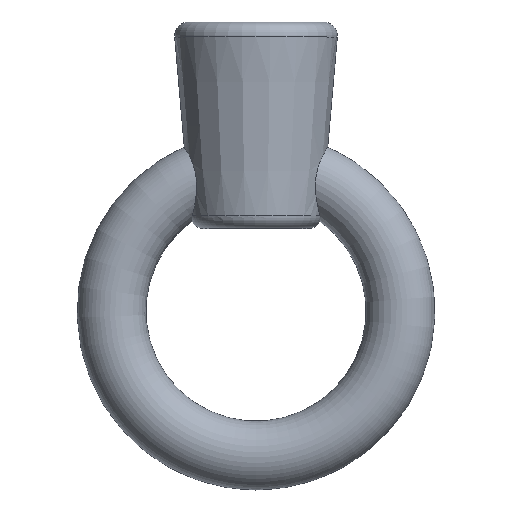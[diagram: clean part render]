
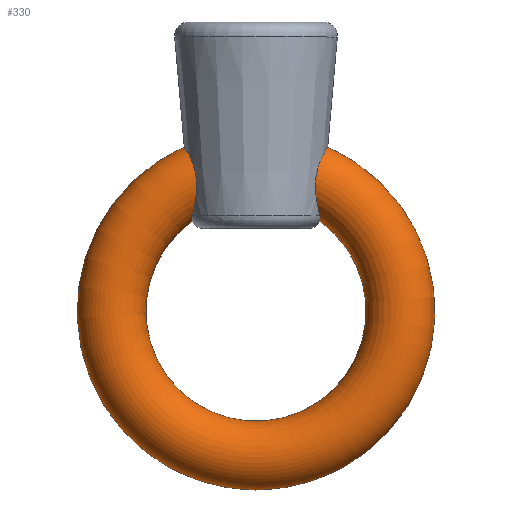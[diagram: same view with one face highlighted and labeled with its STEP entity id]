
A CAD part, top view. The second image highlights one B-rep face of the part: STEP entity #330.
In plain terms, the highlighted toroidal (fillet/blend) face has major radius 10.5 mm and minor radius 2.5 mm.
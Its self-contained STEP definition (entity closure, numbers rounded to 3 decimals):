
#45=CARTESIAN_POINT('',(-5.212,11.909,0.));
#46=CARTESIAN_POINT('',(-5.212,11.909,0.166));
#47=CARTESIAN_POINT('',(-5.194,11.882,0.496));
#48=CARTESIAN_POINT('',(-5.113,11.754,0.982));
#49=CARTESIAN_POINT('',(-4.986,11.542,1.427));
#50=CARTESIAN_POINT('',(-4.834,11.258,1.805));
#51=CARTESIAN_POINT('',(-4.675,10.911,2.109));
#52=CARTESIAN_POINT('',(-4.527,10.509,2.332));
#53=CARTESIAN_POINT('',(-4.406,10.049,2.471));
#54=CARTESIAN_POINT('',(-4.333,9.567,2.514));
#55=CARTESIAN_POINT('',(-4.309,9.093,2.474));
#56=CARTESIAN_POINT('',(-4.324,8.642,2.367));
#57=CARTESIAN_POINT('',(-4.366,8.232,2.212));
#58=CARTESIAN_POINT('',(-4.422,7.863,2.024));
#59=CARTESIAN_POINT('',(-4.481,7.547,1.819));
#60=CARTESIAN_POINT('',(-4.535,7.29,1.614));
#61=CARTESIAN_POINT('',(-4.582,7.081,1.415));
#62=CARTESIAN_POINT('',(-4.609,6.966,1.282));
#63=CARTESIAN_POINT('',(-4.622,6.914,1.217));
#65=CARTESIAN_POINT('',(4.622,6.914,1.217));
#66=CARTESIAN_POINT('',(4.609,6.967,1.283));
#67=CARTESIAN_POINT('',(4.581,7.084,1.418));
#68=CARTESIAN_POINT('',(4.533,7.296,1.62));
#69=CARTESIAN_POINT('',(4.478,7.558,1.827));
#70=CARTESIAN_POINT('',(4.419,7.878,2.033));
#71=CARTESIAN_POINT('',(4.364,8.25,2.22));
#72=CARTESIAN_POINT('',(4.323,8.662,2.373));
#73=CARTESIAN_POINT('',(4.309,9.111,2.476));
#74=CARTESIAN_POINT('',(4.334,9.583,2.514));
#75=CARTESIAN_POINT('',(4.409,10.062,2.468));
#76=CARTESIAN_POINT('',(4.53,10.518,2.328));
#77=CARTESIAN_POINT('',(4.678,10.918,2.105));
#78=CARTESIAN_POINT('',(4.837,11.263,1.8));
#79=CARTESIAN_POINT('',(4.988,11.545,1.422));
#80=CARTESIAN_POINT('',(5.113,11.755,0.978));
#81=CARTESIAN_POINT('',(5.194,11.882,0.494));
#82=CARTESIAN_POINT('',(5.212,11.909,0.166));
#83=CARTESIAN_POINT('',(5.212,11.909,0.));
#95=CARTESIAN_POINT('',(4.653,6.509,0.083));
#96=CARTESIAN_POINT('',(4.654,6.515,0.233));
#97=CARTESIAN_POINT('',(4.658,6.555,0.517));
#98=CARTESIAN_POINT('',(4.659,6.702,0.914));
#99=CARTESIAN_POINT('',(4.64,6.839,1.123));
#100=CARTESIAN_POINT('',(4.622,6.914,1.217));
#107=CARTESIAN_POINT('',(-4.653,6.507,0.));
#113=CARTESIAN_POINT('',(-4.622,6.914,1.217));
#114=CARTESIAN_POINT('',(-4.636,6.855,1.143));
#115=CARTESIAN_POINT('',(-4.654,6.744,0.98));
#116=CARTESIAN_POINT('',(-4.66,6.61,0.683));
#117=CARTESIAN_POINT('',(-4.655,6.526,0.35));
#118=CARTESIAN_POINT('',(-4.653,6.507,0.119));
#119=CARTESIAN_POINT('',(-4.653,6.507,0.));
#121=CARTESIAN_POINT('',(4.653,6.507,0.));
#122=CARTESIAN_POINT('',(4.653,6.507,0.014));
#123=CARTESIAN_POINT('',(4.653,6.508,0.042));
#124=CARTESIAN_POINT('',(4.653,6.509,0.069));
#125=CARTESIAN_POINT('',(4.653,6.509,0.083));
#218=CARTESIAN_POINT('',(0.,0.,0.));
#219=DIRECTION('',(0.,0.,-1.));
#220=DIRECTION('',(0.582,0.813,0.));
#221=AXIS2_PLACEMENT_3D('',#218,#219,#220);
#243=CARTESIAN_POINT('',(0.,0.,0.));
#244=DIRECTION('',(0.,0.,1.));
#245=DIRECTION('',(-0.401,0.916,0.));
#246=AXIS2_PLACEMENT_3D('',#243,#244,#245);
#273=CARTESIAN_POINT('',(-5.212,11.909,0.));
#274=CARTESIAN_POINT('',(5.212,11.909,0.));
#275=VERTEX_POINT('',#273);
#276=VERTEX_POINT('',#274);
#277=VERTEX_POINT('',#107);
#279=VERTEX_POINT('',#121);
#280=VERTEX_POINT('',#125);
#289=CARTESIAN_POINT('',(4.622,6.914,1.217));
#290=CARTESIAN_POINT('',(-4.622,6.914,1.217));
#291=VERTEX_POINT('',#289);
#292=VERTEX_POINT('',#290);
#309=CARTESIAN_POINT('',(0.,0.,0.));
#310=DIRECTION('',(0.,0.,1.));
#311=DIRECTION('',(-1.,0.,0.));
#312=AXIS2_PLACEMENT_3D('',#309,#310,#311);
#313=TOROIDAL_SURFACE('',#312,10.5,2.5);
#315=ORIENTED_EDGE('',*,*,#314,.T.);
#317=ORIENTED_EDGE('',*,*,#316,.T.);
#319=ORIENTED_EDGE('',*,*,#318,.F.);
#321=ORIENTED_EDGE('',*,*,#320,.T.);
#323=ORIENTED_EDGE('',*,*,#322,.T.);
#325=ORIENTED_EDGE('',*,*,#324,.T.);
#327=ORIENTED_EDGE('',*,*,#326,.F.);
#328=EDGE_LOOP('',(#315,#317,#319,#321,#323,#325,#327));
#329=FACE_OUTER_BOUND('',#328,.F.);
#64=B_SPLINE_CURVE_WITH_KNOTS('',3,(#45,#46,#47,#48,#49,#50,#51,#52,#53,#54,#55,
#56,#57,#58,#59,#60,#61,#62,#63),.UNSPECIFIED.,.F.,.F.,(4,1,1,1,1,1,1,1,1,1,1,1,
1,1,1,1,4),(0.,0.063,0.125,0.188,0.25,0.313,0.375,0.438,
0.5,0.563,0.625,0.688,0.75,0.813,0.875,0.938,1.),
.UNSPECIFIED.);
#84=B_SPLINE_CURVE_WITH_KNOTS('',3,(#65,#66,#67,#68,#69,#70,#71,#72,#73,#74,#75,
#76,#77,#78,#79,#80,#81,#82,#83),.UNSPECIFIED.,.F.,.F.,(4,1,1,1,1,1,1,1,1,1,1,1,
1,1,1,1,4),(0.,0.063,0.125,0.188,0.25,0.313,0.375,0.438,
0.5,0.563,0.625,0.688,0.75,0.813,0.875,0.938,1.),
.UNSPECIFIED.);
#101=B_SPLINE_CURVE_WITH_KNOTS('',3,(#95,#96,#97,#98,#99,#100),.UNSPECIFIED.,
.F.,.F.,(4,1,1,4),(0.,0.333,0.667,1.),
.UNSPECIFIED.);
#120=B_SPLINE_CURVE_WITH_KNOTS('',3,(#113,#114,#115,#116,#117,#118,#119),
.UNSPECIFIED.,.F.,.F.,(4,1,1,1,4),(0.,0.25,0.5,0.75,1.),
.UNSPECIFIED.);
#126=B_SPLINE_CURVE_WITH_KNOTS('',3,(#121,#122,#123,#124,#125),.UNSPECIFIED.,
.F.,.F.,(4,1,4),(0.,0.5,1.),.UNSPECIFIED.);
#222=CIRCLE('',#221,8.);
#247=CIRCLE('',#246,13.);
#314=EDGE_CURVE('',#275,#292,#64,.T.);
#316=EDGE_CURVE('',#292,#277,#120,.T.);
#318=EDGE_CURVE('',#279,#277,#222,.T.);
#320=EDGE_CURVE('',#279,#280,#126,.T.);
#322=EDGE_CURVE('',#280,#291,#101,.T.);
#324=EDGE_CURVE('',#291,#276,#84,.T.);
#326=EDGE_CURVE('',#275,#276,#247,.T.);
#330=ADVANCED_FACE('',(#329),#313,.T.);
